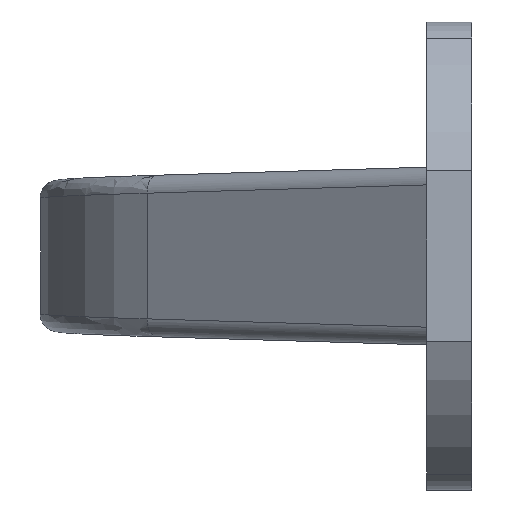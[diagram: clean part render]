
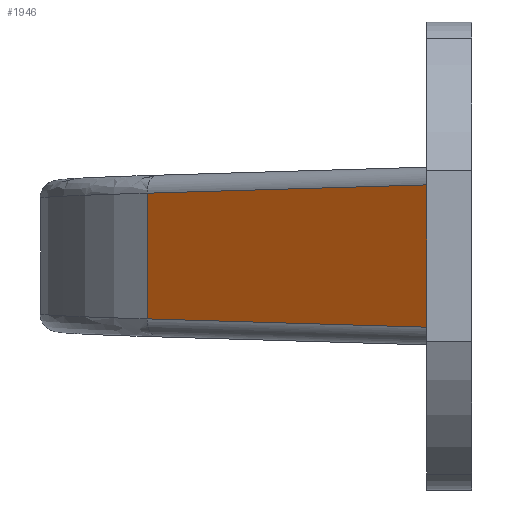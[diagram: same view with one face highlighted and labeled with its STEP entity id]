
A CAD part, left-side view. The second image highlights one B-rep face of the part: STEP entity #1946.
In plain terms, the highlighted planar face has unit normal (-0.819, 0.574, 0).
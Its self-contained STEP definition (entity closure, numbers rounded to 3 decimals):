
#311=FACE_OUTER_BOUND('',#437,.T.);
#437=EDGE_LOOP('',(#1539,#1540,#1541,#1542));
#547=LINE('',#2979,#688);
#548=LINE('',#2982,#689);
#591=LINE('',#6510,#732);
#592=LINE('',#6511,#733);
#688=VECTOR('',#2354,15.807);
#689=VECTOR('',#2357,37.929);
#732=VECTOR('',#2550,37.929);
#733=VECTOR('',#2551,13.963);
#801=VERTEX_POINT('',#2835);
#848=VERTEX_POINT('',#2977);
#849=VERTEX_POINT('',#2981);
#915=VERTEX_POINT('',#6509);
#1038=EDGE_CURVE('',#848,#801,#547,.T.);
#1039=EDGE_CURVE('',#801,#849,#548,.T.);
#1143=EDGE_CURVE('',#848,#915,#591,.T.);
#1144=EDGE_CURVE('',#915,#849,#592,.T.);
#1539=ORIENTED_EDGE('',*,*,#1038,.F.);
#1540=ORIENTED_EDGE('',*,*,#1143,.T.);
#1541=ORIENTED_EDGE('',*,*,#1144,.T.);
#1542=ORIENTED_EDGE('',*,*,#1039,.F.);
#1877=PLANE('',#2147);
#1946=ADVANCED_FACE('',(#311),#1877,.F.);
#2147=AXIS2_PLACEMENT_3D('',#6508,#2548,#2549);
#2354=DIRECTION('',(0.,0.,-1.));
#2357=DIRECTION('',(0.573,0.819,0.024));
#2548=DIRECTION('center_axis',(0.819,-0.574,0.));
#2549=DIRECTION('ref_axis',(0.,0.,-1.));
#2550=DIRECTION('',(0.573,0.819,-0.024));
#2551=DIRECTION('',(0.,0.,-1.));
#2835=CARTESIAN_POINT('',(-25.,0.,-7.904));
#2977=CARTESIAN_POINT('',(-25.,0.,7.904));
#2979=CARTESIAN_POINT('',(-25.,0.,7.904));
#2981=CARTESIAN_POINT('',(-3.251,31.06,-6.982));
#2982=CARTESIAN_POINT('',(-25.,0.,-7.904));
#6508=CARTESIAN_POINT('Origin',(-25.,0.,10.));
#6509=CARTESIAN_POINT('',(-3.251,31.06,6.982));
#6510=CARTESIAN_POINT('',(-25.,0.,7.904));
#6511=CARTESIAN_POINT('',(-3.251,31.06,6.982));
